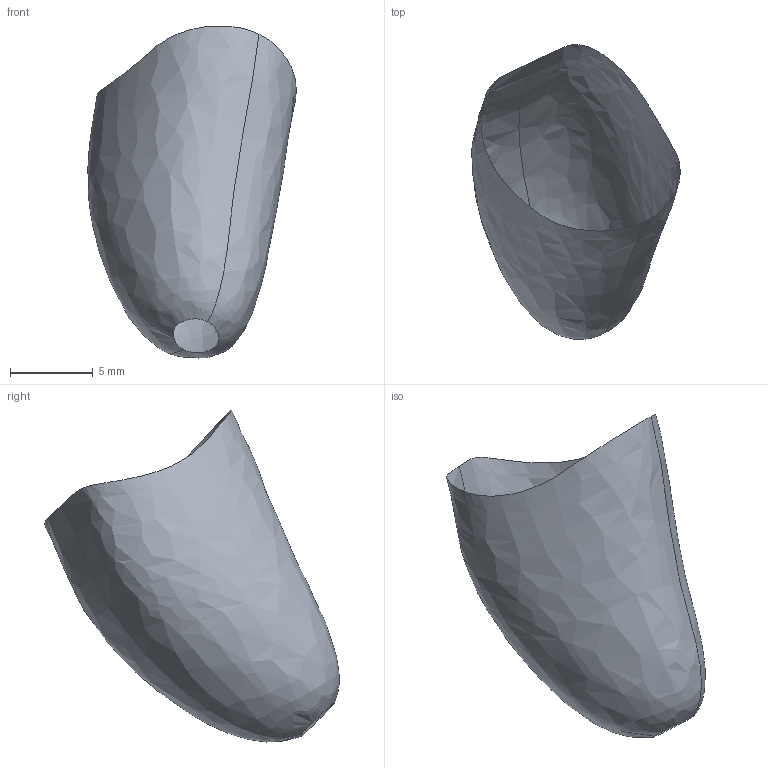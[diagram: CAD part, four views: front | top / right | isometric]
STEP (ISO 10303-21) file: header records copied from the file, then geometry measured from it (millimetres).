
FILE_DESCRIPTION(('FreeCAD Model'),'2;1');
FILE_NAME('Open CASCADE Shape Model','2021-11-14T07:57:41',('Author'),( ''),'Open CASCADE STEP processor 7.4','FreeCAD','Unknown');
FILE_SCHEMA(('CONFIG_CONTROL_DESIGN','SHAPE_APPEARANCE_LAYER_MIM'));
Length unit declared in the file: millimetre
Products named in the file (3): Unnamed; Document.34; Document.61
Assembly tree (2 placements, depth 2):
  Unnamed
    Document.34
    Document.61
Bounding box: 12.59 x 17.76 x 20.02 mm (x, y, z)
Surface area: 620.3 mm2 (no closed solid volume)
Topology: 0 solids, 2 shells, 2 faces, 9 edges, 9 vertices
Faces by surface type: bspline 2
Entity records: 1567 total; most frequent: CARTESIAN_POINT 1343, CC_DESIGN_PERSON_AND_ORGANIZATION_ASSIGNMENT 14, B_SPLINE_CURVE_WITH_KNOTS 13, DIRECTION 10, ORIENTED_EDGE 9, EDGE_CURVE 9, VERTEX_POINT 9, SURFACE_CURVE 9
